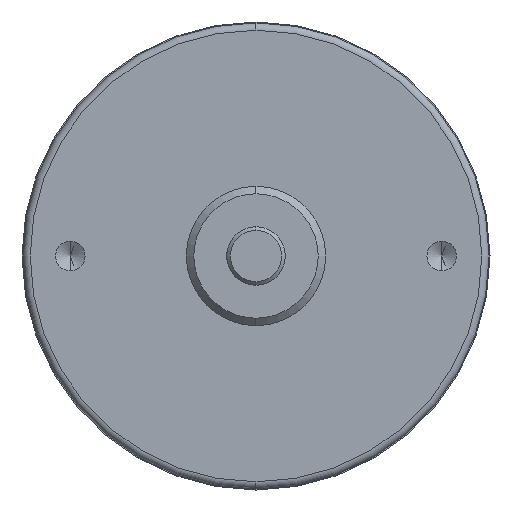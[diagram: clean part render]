
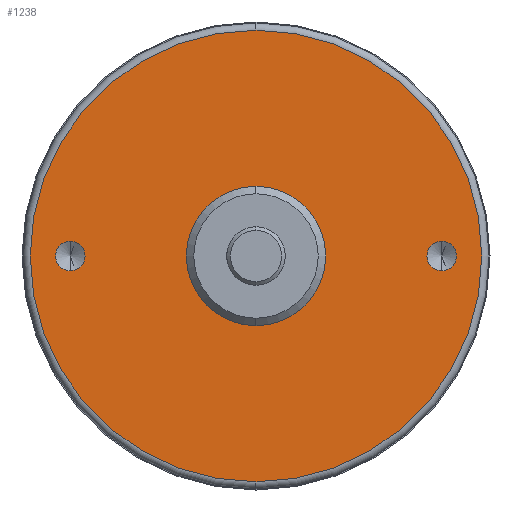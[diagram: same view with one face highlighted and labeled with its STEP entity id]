
A CAD part, left-side view. The second image highlights one B-rep face of the part: STEP entity #1238.
In plain terms, the highlighted planar face has unit normal (-1, 0, 0).
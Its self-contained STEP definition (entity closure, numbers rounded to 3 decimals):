
#57 = FACE_BOUND ( 'NONE', #653, .T. ) ;
#65 = FACE_OUTER_BOUND ( 'NONE', #642, .T. ) ;
#68 = FACE_BOUND ( 'NONE', #646, .T. ) ;
#69 = FACE_BOUND ( 'NONE', #636, .T. ) ;
#162 = VERTEX_POINT ( 'NONE', #258 ) ;
#163 = VERTEX_POINT ( 'NONE', #263 ) ;
#224 = CARTESIAN_POINT ( 'NONE',  ( 0., -25.4, -2.019 ) ) ;
#254 = CARTESIAN_POINT ( 'NONE',  ( 0., -25.4, 0. ) ) ;
#258 = CARTESIAN_POINT ( 'NONE',  ( 0., 25.4, 2.019 ) ) ;
#260 = CARTESIAN_POINT ( 'NONE',  ( 0., 25.4, 0. ) ) ;
#263 = CARTESIAN_POINT ( 'NONE',  ( 0., 25.4, -2.019 ) ) ;
#300 = CARTESIAN_POINT ( 'NONE',  ( 0., 0., 0. ) ) ;
#301 = DIRECTION ( 'NONE',  ( 1., 0., 0. ) ) ;
#322 = CARTESIAN_POINT ( 'NONE',  ( 0., 25.4, 0. ) ) ;
#323 = DIRECTION ( 'NONE',  ( -1., 0., 0. ) ) ;
#333 = DIRECTION ( 'NONE',  ( -1., 0., 0. ) ) ;
#334 = CARTESIAN_POINT ( 'NONE',  ( 0., 0., 0. ) ) ;
#335 = DIRECTION ( 'NONE',  ( 0., 0., 1. ) ) ;
#336 = DIRECTION ( 'NONE',  ( -1., 0., 0. ) ) ;
#337 = CARTESIAN_POINT ( 'NONE',  ( 0., -25.4, 0. ) ) ;
#338 = DIRECTION ( 'NONE',  ( 0., 0., 1. ) ) ;
#344 = DIRECTION ( 'NONE',  ( 0., 0., 1. ) ) ;
#346 = DIRECTION ( 'NONE',  ( 0., 0., 1. ) ) ;
#373 = CARTESIAN_POINT ( 'NONE',  ( 0., 0., 9.525 ) ) ;
#379 = CARTESIAN_POINT ( 'NONE',  ( 0., -25.4, 2.019 ) ) ;
#384 = CARTESIAN_POINT ( 'NONE',  ( 0., 0., -30.877 ) ) ;
#389 = CARTESIAN_POINT ( 'NONE',  ( 0., 0., -9.525 ) ) ;
#393 = CARTESIAN_POINT ( 'NONE',  ( 0., 0., 30.877 ) ) ;
#398 = DIRECTION ( 'NONE',  ( -1., 0., 0. ) ) ;
#438 = DIRECTION ( 'NONE',  ( -1., 0., 0. ) ) ;
#440 = DIRECTION ( 'NONE',  ( 0., 0., 1. ) ) ;
#467 = DIRECTION ( 'NONE',  ( 0., 0., -1. ) ) ;
#538 = VERTEX_POINT ( 'NONE', #224 ) ;
#590 = VERTEX_POINT ( 'NONE', #393 ) ;
#591 = VERTEX_POINT ( 'NONE', #384 ) ;
#594 = VERTEX_POINT ( 'NONE', #389 ) ;
#595 = VERTEX_POINT ( 'NONE', #379 ) ;
#611 = VERTEX_POINT ( 'NONE', #373 ) ;
#636 = EDGE_LOOP ( 'NONE', ( #1354, #1355 ) ) ;
#642 = EDGE_LOOP ( 'NONE', ( #1356, #1357 ) ) ;
#646 = EDGE_LOOP ( 'NONE', ( #1358, #1359 ) ) ;
#653 = EDGE_LOOP ( 'NONE', ( #1352, #1353 ) ) ;
#683 = CARTESIAN_POINT ( 'NONE',  ( 0., 0., 0. ) ) ;
#684 = DIRECTION ( 'NONE',  ( 0., 0., 1. ) ) ;
#688 = CARTESIAN_POINT ( 'NONE',  ( 0., 9.525, 0. ) ) ;
#705 = DIRECTION ( 'NONE',  ( 1., 0., 0. ) ) ;
#756 = DIRECTION ( 'NONE',  ( -1., 0., 0. ) ) ;
#799 = DIRECTION ( 'NONE',  ( 0., 0., 1. ) ) ;
#839 = DIRECTION ( 'NONE',  ( 0., 0., -1. ) ) ;
#848 = CARTESIAN_POINT ( 'NONE',  ( 0., 0., 0. ) ) ;
#880 = PLANE ( 'NONE',  #1094 ) ;
#892 = DIRECTION ( 'NONE',  ( -1., 0., 0. ) ) ;
#948 = EDGE_CURVE ( 'NONE', #162, #163, #1133, .T. ) ;
#949 = EDGE_CURVE ( 'NONE', #595, #538, #1135, .T. ) ;
#950 = EDGE_CURVE ( 'NONE', #591, #590, #1132, .T. ) ;
#951 = EDGE_CURVE ( 'NONE', #611, #594, #1134, .T. ) ;
#965 = EDGE_CURVE ( 'NONE', #538, #595, #1154, .T. ) ;
#978 = EDGE_CURVE ( 'NONE', #163, #162, #1172, .T. ) ;
#988 = EDGE_CURVE ( 'NONE', #590, #591, #1175, .T. ) ;
#996 = EDGE_CURVE ( 'NONE', #594, #611, #1198, .T. ) ;
#1027 = AXIS2_PLACEMENT_3D ( 'NONE', #322, #323, #338 ) ;
#1028 = AXIS2_PLACEMENT_3D ( 'NONE', #337, #336, #335 ) ;
#1029 = AXIS2_PLACEMENT_3D ( 'NONE', #334, #333, #344 ) ;
#1030 = AXIS2_PLACEMENT_3D ( 'NONE', #300, #301, #467 ) ;
#1039 = AXIS2_PLACEMENT_3D ( 'NONE', #254, #438, #440 ) ;
#1046 = AXIS2_PLACEMENT_3D ( 'NONE', #260, #398, #346 ) ;
#1052 = AXIS2_PLACEMENT_3D ( 'NONE', #683, #756, #684 ) ;
#1057 = AXIS2_PLACEMENT_3D ( 'NONE', #848, #705, #839 ) ;
#1094 = AXIS2_PLACEMENT_3D ( 'NONE', #688, #892, #799 ) ;
#1132 = CIRCLE ( 'NONE', #1029, 30.877 ) ;
#1133 = CIRCLE ( 'NONE', #1027, 2.019 ) ;
#1134 = CIRCLE ( 'NONE', #1030, 9.525 ) ;
#1135 = CIRCLE ( 'NONE', #1028, 2.019 ) ;
#1154 = CIRCLE ( 'NONE', #1039, 2.019 ) ;
#1172 = CIRCLE ( 'NONE', #1046, 2.019 ) ;
#1175 = CIRCLE ( 'NONE', #1052, 30.877 ) ;
#1198 = CIRCLE ( 'NONE', #1057, 9.525 ) ;
#1238 = ADVANCED_FACE ( 'NONE', ( #57, #69, #65, #68 ), #880, .T. ) ;
#1352 = ORIENTED_EDGE ( 'NONE', *, *, #948, .F. ) ;
#1353 = ORIENTED_EDGE ( 'NONE', *, *, #978, .F. ) ;
#1354 = ORIENTED_EDGE ( 'NONE', *, *, #949, .F. ) ;
#1355 = ORIENTED_EDGE ( 'NONE', *, *, #965, .F. ) ;
#1356 = ORIENTED_EDGE ( 'NONE', *, *, #988, .T. ) ;
#1357 = ORIENTED_EDGE ( 'NONE', *, *, #950, .T. ) ;
#1358 = ORIENTED_EDGE ( 'NONE', *, *, #996, .T. ) ;
#1359 = ORIENTED_EDGE ( 'NONE', *, *, #951, .T. ) ;
